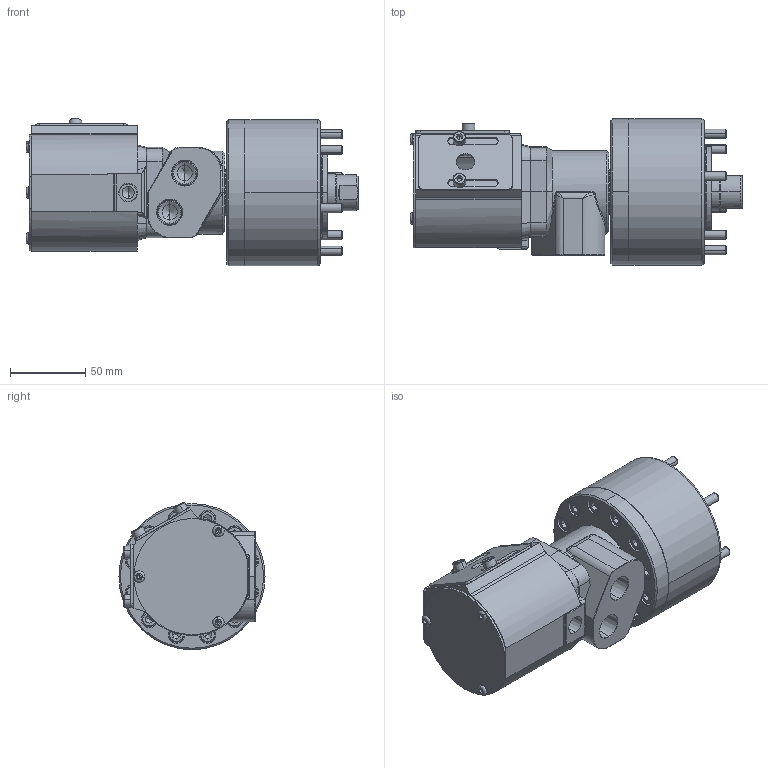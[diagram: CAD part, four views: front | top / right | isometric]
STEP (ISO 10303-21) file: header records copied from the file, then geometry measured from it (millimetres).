
FILE_DESCRIPTION (( 'STEP AP203' ), '1' );
FILE_NAME ('CF-RS-6520N.STEP', '2019-06-14T05:09:06', ( '' ), ( '' ), 'SwSTEP 2.0', 'SolidWorks 2016', '' );
FILE_SCHEMA (( 'CONFIG_CONTROL_DESIGN' ));
Length unit declared in the file: millimetre
Products named in the file (14): 圓頭內六角螺栓_M5x12; CF-RS-65-02010; CF-RS-6520N; CF-RK-6520-01000; CF-RK-100-02000; CF-RS-65N-02010; CF-RS-65N-01000; CF-RS-100-01010; 圓頭內六角螺栓_M6x70; CF-RS-100-07000; 半圓頭六角孔螺栓_M4x8; CF-RS-100-04000; 圓頭內六角螺栓_M6x20; CF-RS-100-06000
Assembly tree (29 placements, depth 2):
  CF-RS-6520N
    CF-RS-100-01010
    CF-RS-100-07000
    CF-RS-100-04000
    CF-RS-100-06000  x2
    CF-RS-65-02010
    CF-RK-6520-01000
    CF-RK-100-02000
    CF-RS-65N-02010
    CF-RS-65N-01000
    圓頭內六角螺栓_M6x70  x6
    半圓頭六角孔螺栓_M4x8  x3
    圓頭內六角螺栓_M6x20  x6
    圓頭內六角螺栓_M5x12  x4
Bounding box: 220.3 x 97 x 97.87 mm (x, y, z)
Volume: 740473.3 mm3; surface area: 195843 mm2
Topology: 29 solids, 29 shells, 1120 faces, 2636 edges, 1586 vertices
Faces by surface type: plane 455, cylinder 383, cone 229, bspline 30, torus 23
Entity records: 24779 total; most frequent: CARTESIAN_POINT 5861, DIRECTION 3795, ORIENTED_EDGE 3338, EDGE_CURVE 1669, AXIS2_PLACEMENT_3D 1513, VERTEX_POINT 1051, EDGE_LOOP 882, CIRCLE 788
